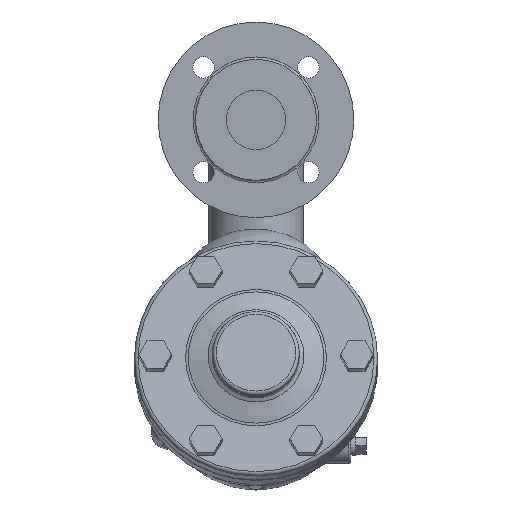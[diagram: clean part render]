
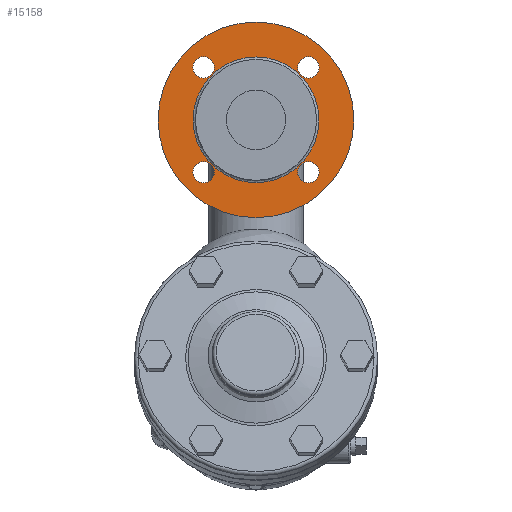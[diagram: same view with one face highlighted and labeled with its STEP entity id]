
A CAD part, left-side view. The second image highlights one B-rep face of the part: STEP entity #15158.
In plain terms, the highlighted planar face has unit normal (-1, 0, 0).
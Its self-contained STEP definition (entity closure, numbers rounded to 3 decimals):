
#15052=CARTESIAN_POINT('',(-80.0,0.,53.));
#15053=VERTEX_POINT('',#15052);
#15054=CARTESIAN_POINT('',(-80.0,0.0,0.0));
#15055=DIRECTION('',(-1.0,0.0,0.0));
#15056=DIRECTION('',(0.0,0.0,-1.0));
#15057=AXIS2_PLACEMENT_3D('',#15054,#15055,#15056);
#15058=CIRCLE('',#15057,53.);
#15059=EDGE_CURVE('',#15053,#15053,#15058,.T.);
#15095=CARTESIAN_POINT('',(-80.0,0.0,0.0));
#15096=DIRECTION('',(1.0,0.0,0.0));
#15097=DIRECTION('',(0.0,0.0,-1.0));
#15098=AXIS2_PLACEMENT_3D('',#15095,#15096,#15097);
#15099=PLANE('',#15098);
#15100=CARTESIAN_POINT('',(-80.0,0.,82.5));
#15101=VERTEX_POINT('',#15100);
#15102=CARTESIAN_POINT('',(-80.0,0.0,0.0));
#15103=DIRECTION('',(1.0,0.0,0.0));
#15104=DIRECTION('',(0.0,-1.0,0.0));
#15105=AXIS2_PLACEMENT_3D('',#15102,#15103,#15104);
#15106=CIRCLE('',#15105,82.5);
#15107=EDGE_CURVE('',#15101,#15101,#15106,.T.);
#15108=ORIENTED_EDGE('',*,*,#15107,.F.);
#15109=EDGE_LOOP('',(#15108));
#15110=FACE_OUTER_BOUND('',#15109,.T.);
#15111=CARTESIAN_POINT('',(-80.0,44.194,53.194));
#15112=VERTEX_POINT('',#15111);
#15113=CARTESIAN_POINT('',(-80.0,44.194,44.194));
#15114=DIRECTION('',(-1.0,0.0,0.0));
#15115=DIRECTION('',(0.0,-1.0,0.0));
#15116=AXIS2_PLACEMENT_3D('',#15113,#15114,#15115);
#15117=CIRCLE('',#15116,9.0);
#15118=EDGE_CURVE('',#15112,#15112,#15117,.T.);
#15119=ORIENTED_EDGE('',*,*,#15118,.F.);
#15120=EDGE_LOOP('',(#15119));
#15121=FACE_BOUND('',#15120,.T.);
#15122=CARTESIAN_POINT('',(-80.0,44.194,-35.194));
#15123=VERTEX_POINT('',#15122);
#15124=CARTESIAN_POINT('',(-80.0,44.194,-44.194));
#15125=DIRECTION('',(-1.0,0.0,0.0));
#15126=DIRECTION('',(0.0,0.0,1.0));
#15127=AXIS2_PLACEMENT_3D('',#15124,#15125,#15126);
#15128=CIRCLE('',#15127,9.0);
#15129=EDGE_CURVE('',#15123,#15123,#15128,.T.);
#15130=ORIENTED_EDGE('',*,*,#15129,.F.);
#15131=EDGE_LOOP('',(#15130));
#15132=FACE_BOUND('',#15131,.T.);
#15133=CARTESIAN_POINT('',(-80.0,-44.194,-35.194));
#15134=VERTEX_POINT('',#15133);
#15135=CARTESIAN_POINT('',(-80.0,-44.194,-44.194));
#15136=DIRECTION('',(-1.0,0.0,0.0));
#15137=DIRECTION('',(0.0,1.0,0.0));
#15138=AXIS2_PLACEMENT_3D('',#15135,#15136,#15137);
#15139=CIRCLE('',#15138,9.0);
#15140=EDGE_CURVE('',#15134,#15134,#15139,.T.);
#15141=ORIENTED_EDGE('',*,*,#15140,.F.);
#15142=EDGE_LOOP('',(#15141));
#15143=FACE_BOUND('',#15142,.T.);
#15144=CARTESIAN_POINT('',(-80.0,-44.194,53.194));
#15145=VERTEX_POINT('',#15144);
#15146=CARTESIAN_POINT('',(-80.0,-44.194,44.194));
#15147=DIRECTION('',(-1.0,0.0,0.0));
#15148=DIRECTION('',(0.0,0.0,-1.0));
#15149=AXIS2_PLACEMENT_3D('',#15146,#15147,#15148);
#15150=CIRCLE('',#15149,9.0);
#15151=EDGE_CURVE('',#15145,#15145,#15150,.T.);
#15152=ORIENTED_EDGE('',*,*,#15151,.F.);
#15153=EDGE_LOOP('',(#15152));
#15154=FACE_BOUND('',#15153,.T.);
#15155=ORIENTED_EDGE('',*,*,#15059,.F.);
#15156=EDGE_LOOP('',(#15155));
#15157=FACE_BOUND('',#15156,.T.);
#15158=ADVANCED_FACE('',(#15110,#15121,#15132,#15143,#15154,#15157),#15099,.F.);
